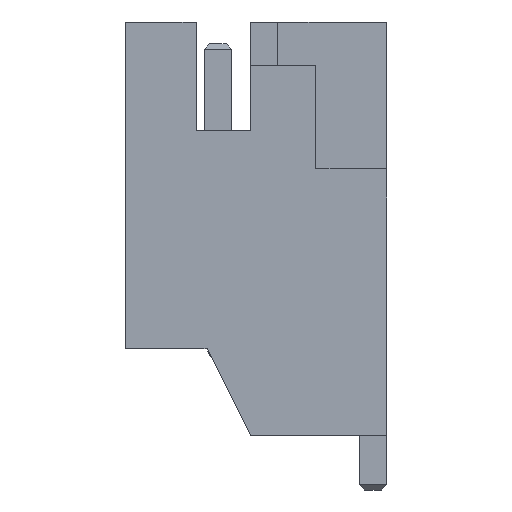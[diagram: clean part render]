
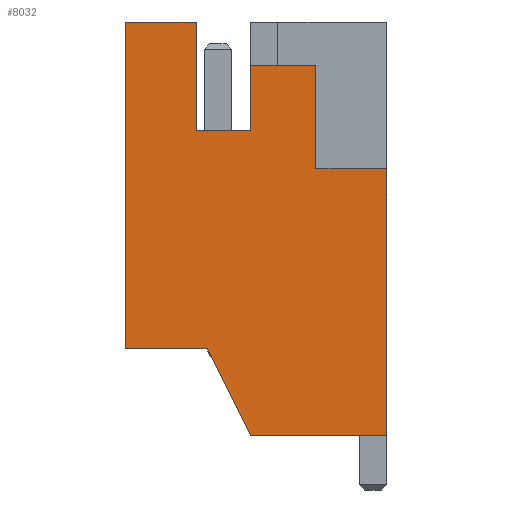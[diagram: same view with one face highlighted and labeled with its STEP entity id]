
A CAD part, left-side view. The second image highlights one B-rep face of the part: STEP entity #8032.
In plain terms, the highlighted planar face has unit normal (-1, 0, 0).
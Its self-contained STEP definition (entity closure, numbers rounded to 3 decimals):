
#246=FACE_OUTER_BOUND('',#702,.T.);
#702=EDGE_LOOP('',(#5361,#5362,#5363,#5364,#5365,#5366,#5367,#5368,#5369,
#5370,#5371,#5372));
#1167=LINE('',#11252,#2243);
#1171=LINE('',#11259,#2247);
#1177=LINE('',#11273,#2253);
#1202=LINE('',#11322,#2278);
#1228=LINE('',#11374,#2304);
#1234=LINE('',#11385,#2310);
#1236=LINE('',#11389,#2312);
#1238=LINE('',#11392,#2314);
#1239=LINE('',#11396,#2315);
#1240=LINE('',#11398,#2316);
#1241=LINE('',#11400,#2317);
#1242=LINE('',#11401,#2318);
#2243=VECTOR('',#9052,10.);
#2247=VECTOR('',#9058,10.);
#2253=VECTOR('',#9068,10.);
#2278=VECTOR('',#9103,10.);
#2304=VECTOR('',#9141,10.);
#2310=VECTOR('',#9149,10.);
#2312=VECTOR('',#9153,10.);
#2314=VECTOR('',#9157,10.);
#2315=VECTOR('',#9162,10.);
#2316=VECTOR('',#9163,10.);
#2317=VECTOR('',#9164,10.);
#2318=VECTOR('',#9165,10.);
#3319=VERTEX_POINT('',#11249);
#3320=VERTEX_POINT('',#11251);
#3322=VERTEX_POINT('',#11257);
#3328=VERTEX_POINT('',#11272);
#3347=VERTEX_POINT('',#11320);
#3366=VERTEX_POINT('',#11371);
#3367=VERTEX_POINT('',#11373);
#3371=VERTEX_POINT('',#11383);
#3372=VERTEX_POINT('',#11387);
#3373=VERTEX_POINT('',#11395);
#3374=VERTEX_POINT('',#11397);
#3375=VERTEX_POINT('',#11399);
#4071=EDGE_CURVE('',#3320,#3319,#1167,.T.);
#4075=EDGE_CURVE('',#3319,#3322,#1171,.T.);
#4081=EDGE_CURVE('',#3328,#3320,#1177,.T.);
#4106=EDGE_CURVE('',#3322,#3347,#1202,.T.);
#4132=EDGE_CURVE('',#3367,#3366,#1228,.T.);
#4138=EDGE_CURVE('',#3366,#3371,#1234,.T.);
#4140=EDGE_CURVE('',#3371,#3372,#1236,.T.);
#4142=EDGE_CURVE('',#3372,#3328,#1238,.T.);
#4143=EDGE_CURVE('',#3347,#3373,#1239,.T.);
#4144=EDGE_CURVE('',#3373,#3374,#1240,.T.);
#4145=EDGE_CURVE('',#3374,#3375,#1241,.T.);
#4146=EDGE_CURVE('',#3375,#3367,#1242,.T.);
#5361=ORIENTED_EDGE('',*,*,#4075,.T.);
#5362=ORIENTED_EDGE('',*,*,#4106,.T.);
#5363=ORIENTED_EDGE('',*,*,#4143,.T.);
#5364=ORIENTED_EDGE('',*,*,#4144,.T.);
#5365=ORIENTED_EDGE('',*,*,#4145,.T.);
#5366=ORIENTED_EDGE('',*,*,#4146,.T.);
#5367=ORIENTED_EDGE('',*,*,#4132,.T.);
#5368=ORIENTED_EDGE('',*,*,#4138,.T.);
#5369=ORIENTED_EDGE('',*,*,#4140,.T.);
#5370=ORIENTED_EDGE('',*,*,#4142,.T.);
#5371=ORIENTED_EDGE('',*,*,#4081,.T.);
#5372=ORIENTED_EDGE('',*,*,#4071,.T.);
#7628=PLANE('',#8505);
#8032=ADVANCED_FACE('',(#246),#7628,.T.);
#8505=AXIS2_PLACEMENT_3D('',#11394,#9160,#9161);
#9052=DIRECTION('',(0.,1.,0.));
#9058=DIRECTION('',(0.,0.,1.));
#9068=DIRECTION('',(0.,0.,-1.));
#9103=DIRECTION('',(0.,1.,0.));
#9141=DIRECTION('',(0.,0.,1.));
#9149=DIRECTION('',(0.,1.,0.));
#9153=DIRECTION('',(0.,0.,1.));
#9157=DIRECTION('',(0.,1.,0.));
#9160=DIRECTION('center_axis',(-1.,0.,0.));
#9161=DIRECTION('ref_axis',(0.,0.,1.));
#9162=DIRECTION('',(0.,0.,-1.));
#9163=DIRECTION('',(0.,-1.,0.));
#9164=DIRECTION('',(0.,-0.447,-0.894));
#9165=DIRECTION('',(0.,-1.,0.));
#11249=CARTESIAN_POINT('',(-14.95,3.5,-2.));
#11251=CARTESIAN_POINT('',(-14.95,2.5,-2.));
#11252=CARTESIAN_POINT('',(-14.95,2.95,-2.));
#11257=CARTESIAN_POINT('',(-14.95,3.5,0.));
#11259=CARTESIAN_POINT('',(-14.95,3.5,-1.5));
#11272=CARTESIAN_POINT('',(-14.95,2.5,-0.8));
#11273=CARTESIAN_POINT('',(-14.95,2.5,-2.5));
#11320=CARTESIAN_POINT('',(-14.95,4.8,0.));
#11322=CARTESIAN_POINT('',(-14.95,0.,0.));
#11371=CARTESIAN_POINT('',(-14.95,0.,-2.7));
#11373=CARTESIAN_POINT('',(-14.95,0.,-7.6));
#11374=CARTESIAN_POINT('',(-14.95,0.,-7.6));
#11383=CARTESIAN_POINT('',(-14.95,1.3,-2.7));
#11385=CARTESIAN_POINT('',(-14.95,1.85,-2.7));
#11387=CARTESIAN_POINT('',(-14.95,1.3,-0.8));
#11389=CARTESIAN_POINT('',(-14.95,1.3,-1.9));
#11392=CARTESIAN_POINT('',(-14.95,2.45,-0.8));
#11394=CARTESIAN_POINT('Origin',(-14.95,2.4,-3.));
#11395=CARTESIAN_POINT('',(-14.95,4.8,-6.));
#11396=CARTESIAN_POINT('',(-14.95,4.8,0.));
#11397=CARTESIAN_POINT('',(-14.95,3.3,-6.));
#11398=CARTESIAN_POINT('',(-14.95,4.8,-6.));
#11399=CARTESIAN_POINT('',(-14.95,2.5,-7.6));
#11400=CARTESIAN_POINT('',(-14.95,3.3,-6.));
#11401=CARTESIAN_POINT('',(-14.95,2.5,-7.6));
